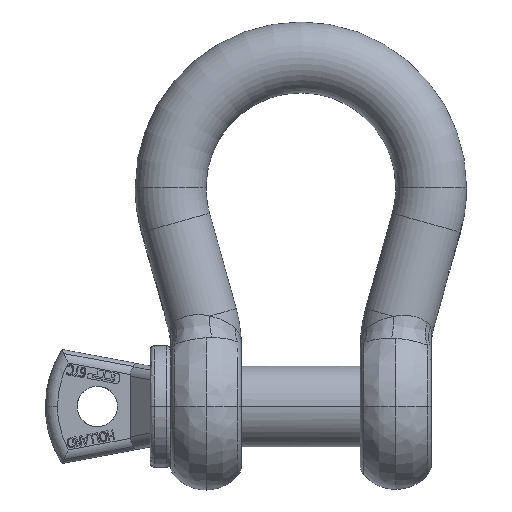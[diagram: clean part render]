
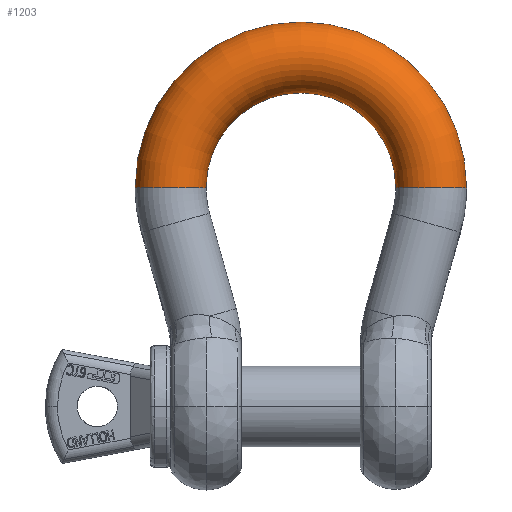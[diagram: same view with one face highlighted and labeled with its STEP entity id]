
A CAD part, top view. The second image highlights one B-rep face of the part: STEP entity #1203.
In plain terms, the highlighted toroidal (fillet/blend) face has major radius 51.5 mm and minor radius 14 mm.
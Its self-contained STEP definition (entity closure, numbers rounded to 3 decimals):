
#1203=ADVANCED_FACE('',(#2847),#2848,.T.);
#2847=FACE_OUTER_BOUND('',#6359,.T.);
#2848=TOROIDAL_SURFACE('',#6360,51.5,14.0);
#6359=EDGE_LOOP('',(#11848,#11849,#11850,#11851));
#6360=AXIS2_PLACEMENT_3D('',#11852,#11853,#11854);
#11848=ORIENTED_EDGE('',*,*,#16938,.F.);
#11849=ORIENTED_EDGE('',*,*,#16832,.T.);
#11850=ORIENTED_EDGE('',*,*,#16937,.F.);
#11851=ORIENTED_EDGE('',*,*,#16969,.T.);
#11852=CARTESIAN_POINT('',(0.0,86.5,0.0));
#11853=DIRECTION('',(0.0,0.0,-1.0));
#11854=DIRECTION('',(-1.0,0.0,0.0));
#16832=EDGE_CURVE('',#19880,#19882,#20237,.T.);
#16937=EDGE_CURVE('',#20404,#19882,#20405,.T.);
#16938=EDGE_CURVE('',#19880,#20406,#20407,.F.);
#16969=EDGE_CURVE('',#20404,#20406,#20445,.F.);
#19880=VERTEX_POINT('',#26297);
#19882=VERTEX_POINT('',#26299);
#20237=CIRCLE('',#27161,14.0);
#20404=VERTEX_POINT('',#27548);
#20405=CIRCLE('',#27549,65.5);
#20406=VERTEX_POINT('',#27550);
#20407=CIRCLE('',#27551,37.5);
#20445=CIRCLE('',#27636,14.0);
#26297=CARTESIAN_POINT('',(37.5,86.5,0.));
#26299=CARTESIAN_POINT('',(65.5,86.5,0.0));
#27161=AXIS2_PLACEMENT_3D('',#34944,#34945,#34946);
#27548=CARTESIAN_POINT('',(-65.5,86.5,0.0));
#27549=AXIS2_PLACEMENT_3D('',#34969,#34970,#34971);
#27550=CARTESIAN_POINT('',(-37.5,86.5,0.));
#27551=AXIS2_PLACEMENT_3D('',#34972,#34973,#34974);
#27636=AXIS2_PLACEMENT_3D('',#34992,#34993,#34994);
#34944=CARTESIAN_POINT('',(51.5,86.5,0.0));
#34945=DIRECTION('',(0.,1.0,0.0));
#34946=DIRECTION('',(1.0,0.,0.0));
#34969=CARTESIAN_POINT('',(0.0,86.5,0.0));
#34970=DIRECTION('',(0.0,0.0,-1.0));
#34971=DIRECTION('',(1.0,0.0,0.0));
#34972=CARTESIAN_POINT('',(0.0,86.5,0.));
#34973=DIRECTION('',(0.0,0.0,-1.0));
#34974=DIRECTION('',(1.0,0.0,0.0));
#34992=CARTESIAN_POINT('',(-51.5,86.5,0.0));
#34993=DIRECTION('',(0.0,-1.0,0.0));
#34994=DIRECTION('',(1.0,0.0,0.0));
